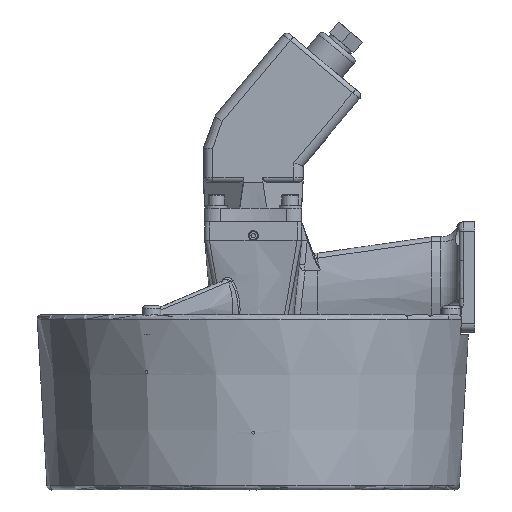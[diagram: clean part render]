
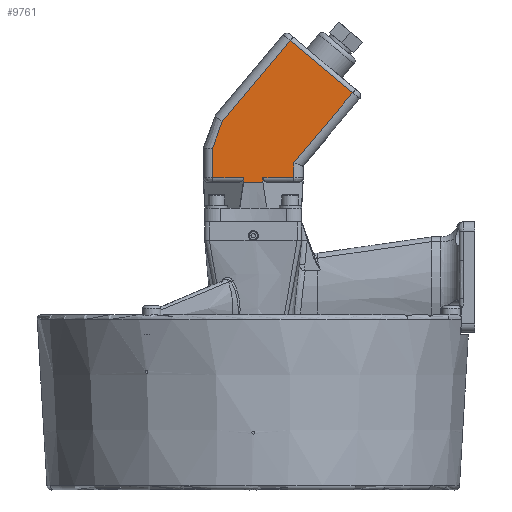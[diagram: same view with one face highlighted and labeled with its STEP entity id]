
A CAD part, front view. The second image highlights one B-rep face of the part: STEP entity #9761.
In plain terms, the highlighted planar face has unit normal (0, -1, 0).
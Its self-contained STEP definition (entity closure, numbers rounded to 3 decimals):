
#398=LINE('',#21498,#772);
#409=LINE('',#21596,#783);
#410=LINE('',#21600,#784);
#411=LINE('',#21602,#785);
#412=LINE('',#21604,#786);
#413=LINE('',#21606,#787);
#414=LINE('',#21608,#788);
#415=LINE('',#21610,#789);
#416=LINE('',#21612,#790);
#417=LINE('',#21614,#791);
#418=LINE('',#21615,#792);
#772=VECTOR('',#13092,88.);
#783=VECTOR('',#13147,98.985);
#784=VECTOR('',#13152,115.);
#785=VECTOR('',#13153,30.098);
#786=VECTOR('',#13154,32.);
#787=VECTOR('',#13155,33.556);
#788=VECTOR('',#13156,5.);
#789=VECTOR('',#13157,20.887);
#790=VECTOR('',#13158,5.);
#791=VECTOR('',#13159,33.556);
#792=VECTOR('',#13160,15.985);
#2335=FACE_OUTER_BOUND('',#3204,.T.);
#3204=EDGE_LOOP('',(#8070,#8071,#8072,#8073,#8074,#8075,#8076,#8077,#8078,
#8079,#8080));
#4576=VERTEX_POINT('',#21495);
#4577=VERTEX_POINT('',#21497);
#4592=VERTEX_POINT('',#21595);
#4593=VERTEX_POINT('',#21599);
#4594=VERTEX_POINT('',#21601);
#4595=VERTEX_POINT('',#21603);
#4596=VERTEX_POINT('',#21605);
#4597=VERTEX_POINT('',#21607);
#4598=VERTEX_POINT('',#21609);
#4599=VERTEX_POINT('',#21611);
#4600=VERTEX_POINT('',#21613);
#5741=EDGE_CURVE('',#4576,#4577,#398,.T.);
#5768=EDGE_CURVE('',#4592,#4577,#409,.T.);
#5770=EDGE_CURVE('',#4593,#4576,#410,.T.);
#5771=EDGE_CURVE('',#4594,#4593,#411,.T.);
#5772=EDGE_CURVE('',#4594,#4595,#412,.T.);
#5773=EDGE_CURVE('',#4596,#4595,#413,.T.);
#5774=EDGE_CURVE('',#4597,#4596,#414,.T.);
#5775=EDGE_CURVE('',#4597,#4598,#415,.T.);
#5776=EDGE_CURVE('',#4599,#4598,#416,.T.);
#5777=EDGE_CURVE('',#4600,#4599,#417,.T.);
#5778=EDGE_CURVE('',#4592,#4600,#418,.T.);
#8070=ORIENTED_EDGE('',*,*,#5741,.F.);
#8071=ORIENTED_EDGE('',*,*,#5770,.F.);
#8072=ORIENTED_EDGE('',*,*,#5771,.F.);
#8073=ORIENTED_EDGE('',*,*,#5772,.T.);
#8074=ORIENTED_EDGE('',*,*,#5773,.F.);
#8075=ORIENTED_EDGE('',*,*,#5774,.F.);
#8076=ORIENTED_EDGE('',*,*,#5775,.T.);
#8077=ORIENTED_EDGE('',*,*,#5776,.F.);
#8078=ORIENTED_EDGE('',*,*,#5777,.F.);
#8079=ORIENTED_EDGE('',*,*,#5778,.F.);
#8080=ORIENTED_EDGE('',*,*,#5768,.T.);
#8558=PLANE('',#10807);
#9761=ADVANCED_FACE('',(#2335),#8558,.T.);
#10807=AXIS2_PLACEMENT_3D('',#21598,#13150,#13151);
#13092=DIRECTION('',(0.766,0.,-0.643));
#13147=DIRECTION('',(0.643,0.,0.766));
#13150=DIRECTION('center_axis',(0.,-1.,0.));
#13151=DIRECTION('ref_axis',(0.,0.,-1.));
#13152=DIRECTION('',(0.643,0.,0.766));
#13153=DIRECTION('',(0.342,0.,0.94));
#13154=DIRECTION('',(0.,0.,-1.));
#13155=DIRECTION('',(-1.,0.,0.));
#13156=DIRECTION('',(0.,0.,1.));
#13157=DIRECTION('',(1.,0.,0.));
#13158=DIRECTION('',(0.,0.,-1.));
#13159=DIRECTION('',(-1.,0.,0.));
#13160=DIRECTION('',(0.,0.,-1.));
#21495=CARTESIAN_POINT('',(40.215,-54.,326.378));
#21497=CARTESIAN_POINT('',(107.627,-54.,269.812));
#21498=CARTESIAN_POINT('',(90.774,-54.,283.954));
#21595=CARTESIAN_POINT('',(44.,-54.,193.985));
#21596=CARTESIAN_POINT('',(33.706,-54.,181.717));
#21598=CARTESIAN_POINT('Origin',(33.706,-54.,181.717));
#21599=CARTESIAN_POINT('',(-33.706,-54.,238.283));
#21600=CARTESIAN_POINT('',(-33.706,-54.,238.283));
#21601=CARTESIAN_POINT('',(-44.,-54.,210.));
#21602=CARTESIAN_POINT('',(-44.,-54.,210.));
#21603=CARTESIAN_POINT('',(-44.,-54.,178.));
#21604=CARTESIAN_POINT('',(-44.,-54.,210.));
#21605=CARTESIAN_POINT('',(-10.444,-54.,178.));
#21606=CARTESIAN_POINT('',(16.853,-54.,178.));
#21607=CARTESIAN_POINT('',(-10.444,-54.,173.));
#21608=CARTESIAN_POINT('',(-10.444,-54.,163.359));
#21609=CARTESIAN_POINT('',(10.444,-54.,173.));
#21610=CARTESIAN_POINT('',(-22.,-54.,173.));
#21611=CARTESIAN_POINT('',(10.444,-54.,178.));
#21612=CARTESIAN_POINT('',(10.444,-54.,163.359));
#21613=CARTESIAN_POINT('',(44.,-54.,178.));
#21614=CARTESIAN_POINT('',(16.853,-54.,178.));
#21615=CARTESIAN_POINT('',(44.,-54.,210.));
